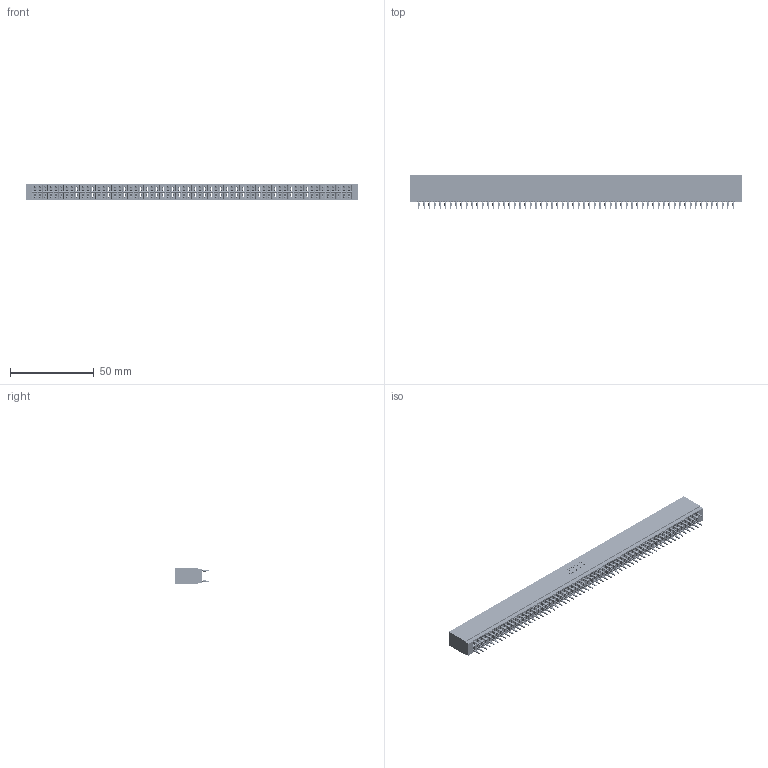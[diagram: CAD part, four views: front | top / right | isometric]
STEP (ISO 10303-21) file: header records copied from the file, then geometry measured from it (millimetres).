
FILE_DESCRIPTION (( 'STEP AP203' ), '1' );
FILE_NAME ('746-120-560-201.STEP', '2026-03-06T17:52:34', ( '' ), ( '' ), 'SwSTEP 2.0', 'SolidWorks 2023', '' );
FILE_SCHEMA (( 'CONFIG_CONTROL_DESIGN' ));
Length unit declared in the file: millimetre
Products named in the file (3): 746-120-560-201; 746-292-001_560; 746 Part_.515 Slot Depth - 01
Assembly tree (121 placements, depth 2):
  746-120-560-201
    746 Part_.515 Slot Depth - 01
    746-292-001_560  x120
Bounding box: 197.74 x 20.82 x 9.91 mm (x, y, z)
Volume: 21495.3 mm3; surface area: 36833.9 mm2
Topology: 121 solids, 121 shells, 11437 faces, 31823 edges, 20395 vertices
Faces by surface type: plane 5695, cylinder 2622, bspline 2400, torus 720
Entity records: 90236 total; most frequent: CARTESIAN_POINT 17779, ORIENTED_EDGE 15570, DIRECTION 12975, EDGE_CURVE 7785, VECTOR 6993, LINE 6993, VERTEX_POINT 5163, AXIS2_PLACEMENT_3D 2991
